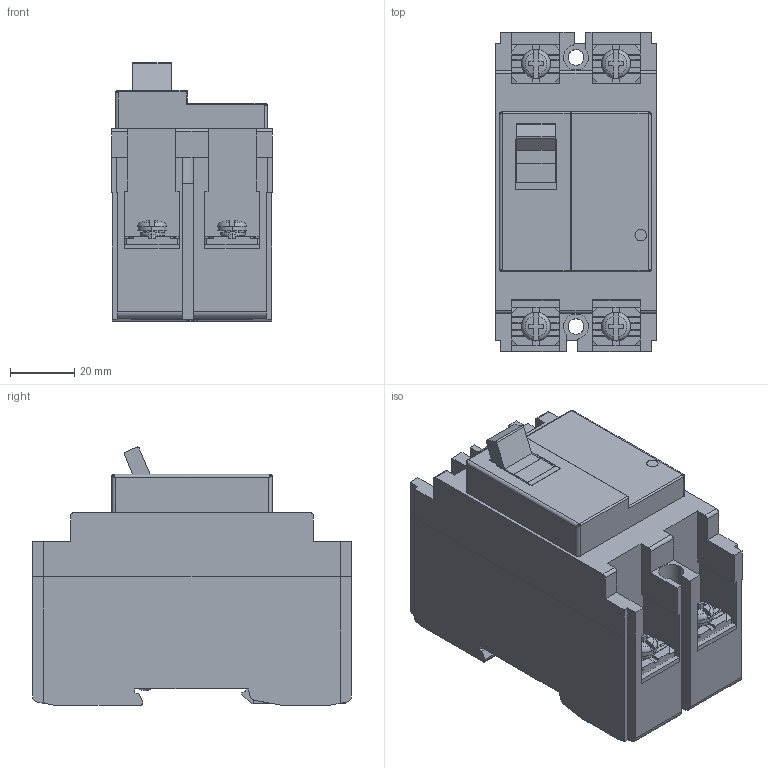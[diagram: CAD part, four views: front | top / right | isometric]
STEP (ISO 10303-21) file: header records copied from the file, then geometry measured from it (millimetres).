
FILE_DESCRIPTION(('CoCreate Modeling STEP Export'),'2;1');
FILE_NAME('Ｅ３０ＮＦ２Ｆ.stp','2016-03-23T14:15:58',(''),(''),'CoCreate Modeling STEP processor for AP214 (Solid Model)','CoCreate Modeling 17.0 01-Apr-2010 (C) Parametric Technology GmbH','');
FILE_SCHEMA(('AUTOMOTIVE_DESIGN { 1 0 10303 214 1 1 1 1 }'));
Length unit declared in the file: millimetre
Products named in the file (8): P1; P2; P3; P6; P4.3; P7.1; P5; Ｅ３０ＮＦ２Ｆ
Assembly tree (18 placements, depth 2):
  Ｅ３０ＮＦ２Ｆ
    P4.3  x4
    P5  x2
    P2  x4
    P6  x4
    P7.1  x2
    P3
    P1
Bounding box: 50 x 99.5 x 80.5 mm (x, y, z)
Volume: 266285.1 mm3; surface area: 44396.8 mm2
Topology: 18 solids, 18 shells, 761 faces, 2116 edges, 1390 vertices
Faces by surface type: plane 487, cylinder 194, bspline 52, torus 10, sphere 10, cone 8
Entity records: 33690 total; most frequent: CARTESIAN_POINT 24540, ORIENTED_EDGE 2020, DIRECTION 1601, EDGE_CURVE 1010, VECTOR 677, LINE 677, VERTEX_POINT 664, AXIS2_PLACEMENT_3D 462
